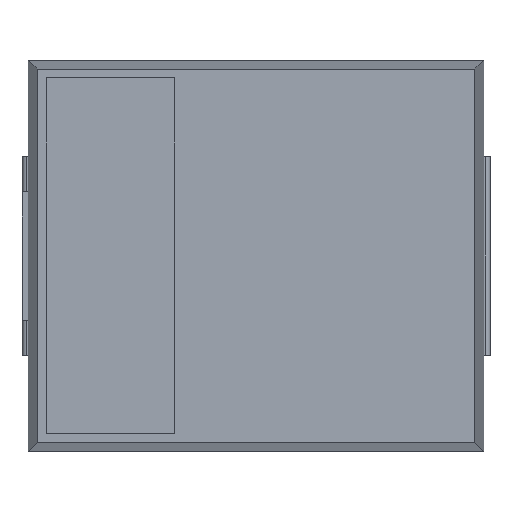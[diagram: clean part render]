
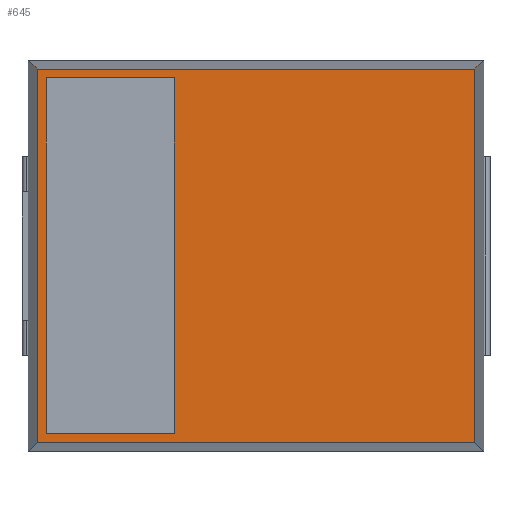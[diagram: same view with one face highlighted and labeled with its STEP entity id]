
A CAD part, top view. The second image highlights one B-rep face of the part: STEP entity #645.
In plain terms, the highlighted planar face has unit normal (0, 0, 1).
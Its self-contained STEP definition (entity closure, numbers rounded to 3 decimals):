
#54=DIRECTION('',(0.,-1.,0.));
#235=DIRECTION('',(0.,0.,-1.));
#268=VECTOR('',#269,1.);
#269=DIRECTION('',(0.,1.,0.));
#294=VECTOR('',#295,1.);
#295=DIRECTION('',(1.,0.,0.));
#302=VECTOR('',#54,1.);
#323=VECTOR('',#324,1.);
#324=DIRECTION('',(-1.,0.,0.));
#380=VERTEX_POINT('',#381);
#381=CARTESIAN_POINT('',(3.413,2.913,3.55));
#383=ORIENTED_EDGE('',*,*,#384,.F.);
#384=EDGE_CURVE('',#385,#380,#387,.T.);
#385=VERTEX_POINT('',#386);
#386=CARTESIAN_POINT('',(3.413,-2.913,3.55));
#387=LINE('',#386,#268);
#622=ORIENTED_EDGE('',*,*,#623,.F.);
#623=EDGE_CURVE('',#624,#385,#626,.T.);
#624=VERTEX_POINT('',#625);
#625=CARTESIAN_POINT('',(-3.413,-2.913,3.55));
#626=LINE('',#625,#294);
#637=VERTEX_POINT('',#638);
#638=CARTESIAN_POINT('',(-3.413,2.913,3.55));
#640=ORIENTED_EDGE('',*,*,#641,.F.);
#641=EDGE_CURVE('',#380,#637,#642,.T.);
#642=LINE('',#381,#323);
#645=ADVANCED_FACE('',(#646,#651),#673,.F.);
#646=FACE_BOUND('',#647,.F.);
#647=EDGE_LOOP('',(#383,#622,#648,#640));
#648=ORIENTED_EDGE('',*,*,#649,.F.);
#649=EDGE_CURVE('',#637,#624,#650,.T.);
#650=LINE('',#638,#302);
#651=FACE_BOUND('',#652,.F.);
#652=EDGE_LOOP('',(#653,#660,#665,#670));
#653=ORIENTED_EDGE('',*,*,#654,.T.);
#654=EDGE_CURVE('',#655,#657,#659,.T.);
#655=VERTEX_POINT('',#656);
#656=CARTESIAN_POINT('',(-3.276,2.776,3.55));
#657=VERTEX_POINT('',#658);
#658=CARTESIAN_POINT('',(-3.276,-2.776,3.55));
#659=LINE('',#656,#302);
#660=ORIENTED_EDGE('',*,*,#661,.T.);
#661=EDGE_CURVE('',#657,#662,#664,.T.);
#662=VERTEX_POINT('',#663);
#663=CARTESIAN_POINT('',(-1.276,-2.776,3.55));
#664=LINE('',#658,#294);
#665=ORIENTED_EDGE('',*,*,#666,.T.);
#666=EDGE_CURVE('',#662,#667,#669,.T.);
#667=VERTEX_POINT('',#668);
#668=CARTESIAN_POINT('',(-1.276,2.776,3.55));
#669=LINE('',#663,#268);
#670=ORIENTED_EDGE('',*,*,#671,.T.);
#671=EDGE_CURVE('',#667,#655,#672,.T.);
#672=LINE('',#668,#323);
#673=PLANE('',#674);
#674=AXIS2_PLACEMENT_3D('',#386,#235,#675);
#675=DIRECTION('',(-0.761,0.649,0.));
